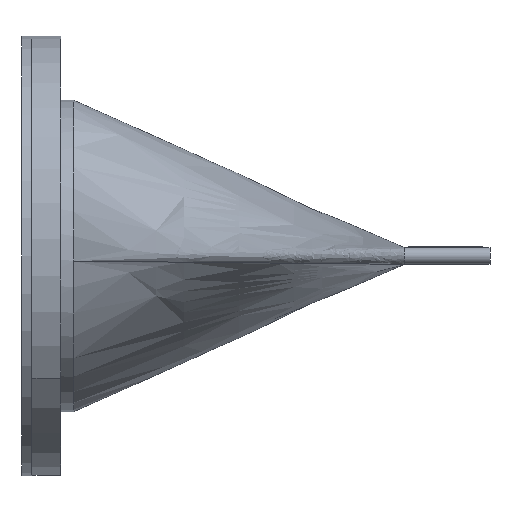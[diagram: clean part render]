
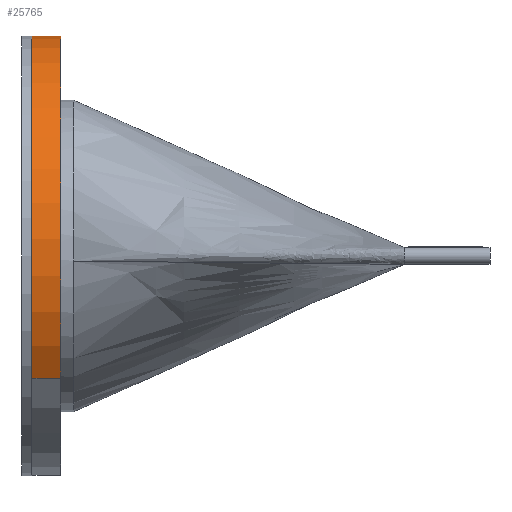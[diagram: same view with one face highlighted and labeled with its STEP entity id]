
A CAD part, front view. The second image highlights one B-rep face of the part: STEP entity #25765.
In plain terms, the highlighted cylindrical face has radius 290 mm (diameter 580 mm), a partial arc.
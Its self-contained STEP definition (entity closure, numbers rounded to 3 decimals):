
#337 = DIRECTION ( 'NONE',  ( 0., 0., -1. ) ) ;
#351 = VERTEX_POINT ( 'NONE', #10229 ) ;
#1574 = EDGE_CURVE ( 'NONE', #351, #9645, #31076, .T. ) ;
#2175 = CYLINDRICAL_SURFACE ( 'NONE', #7561, 290. ) ;
#4590 = VECTOR ( 'NONE', #29765, 1000. ) ;
#6095 = DIRECTION ( 'NONE',  ( 1., 0., 0. ) ) ;
#6297 = DIRECTION ( 'NONE',  ( 0., 0., 1. ) ) ;
#6662 = CARTESIAN_POINT ( 'NONE',  ( 0., 0., 0. ) ) ;
#6680 = CARTESIAN_POINT ( 'NONE',  ( -290., 0., 38. ) ) ;
#7561 = AXIS2_PLACEMENT_3D ( 'NONE', #13180, #7578, #10358 ) ;
#7578 = DIRECTION ( 'NONE',  ( 0., 0., -1. ) ) ;
#7840 = EDGE_CURVE ( 'NONE', #18648, #351, #26458, .T. ) ;
#9082 = CARTESIAN_POINT ( 'NONE',  ( -290., 0., 38. ) ) ;
#9645 = VERTEX_POINT ( 'NONE', #26316 ) ;
#10229 = CARTESIAN_POINT ( 'NONE',  ( -290., 0., 0. ) ) ;
#10358 = DIRECTION ( 'NONE',  ( -1., 0., 0. ) ) ;
#11524 = EDGE_LOOP ( 'NONE', ( #28669, #27099, #15250, #30937 ) ) ;
#13180 = CARTESIAN_POINT ( 'NONE',  ( 0., 0., 38. ) ) ;
#14677 = CIRCLE ( 'NONE', #15894, 290. ) ;
#15250 = ORIENTED_EDGE ( 'NONE', *, *, #1574, .T. ) ;
#15894 = AXIS2_PLACEMENT_3D ( 'NONE', #34286, #20634, #6095 ) ;
#16340 = FACE_OUTER_BOUND ( 'NONE', #11524, .T. ) ;
#18648 = VERTEX_POINT ( 'NONE', #6680 ) ;
#20287 = VERTEX_POINT ( 'NONE', #23715 ) ;
#20288 = DIRECTION ( 'NONE',  ( 1., 0., 0. ) ) ;
#20634 = DIRECTION ( 'NONE',  ( 0., 0., 1. ) ) ;
#21025 = EDGE_CURVE ( 'NONE', #20287, #9645, #35568, .T. ) ;
#23715 = CARTESIAN_POINT ( 'NONE',  ( 161.115, -241.126, 38. ) ) ;
#25626 = EDGE_CURVE ( 'NONE', #18648, #20287, #14677, .T. ) ;
#25765 = ADVANCED_FACE ( 'NONE', ( #16340 ), #2175, .T. ) ;
#26316 = CARTESIAN_POINT ( 'NONE',  ( 161.115, -241.126, 0. ) ) ;
#26458 = LINE ( 'NONE', #9082, #28663 ) ;
#27099 = ORIENTED_EDGE ( 'NONE', *, *, #7840, .T. ) ;
#28663 = VECTOR ( 'NONE', #337, 1000. ) ;
#28669 = ORIENTED_EDGE ( 'NONE', *, *, #25626, .F. ) ;
#29765 = DIRECTION ( 'NONE',  ( 0., 0., -1. ) ) ;
#30136 = CARTESIAN_POINT ( 'NONE',  ( 161.115, -241.126, 38. ) ) ;
#30937 = ORIENTED_EDGE ( 'NONE', *, *, #21025, .F. ) ;
#31076 = CIRCLE ( 'NONE', #36470, 290. ) ;
#34286 = CARTESIAN_POINT ( 'NONE',  ( 0., 0., 38. ) ) ;
#35568 = LINE ( 'NONE', #30136, #4590 ) ;
#36470 = AXIS2_PLACEMENT_3D ( 'NONE', #6662, #6297, #20288 ) ;
